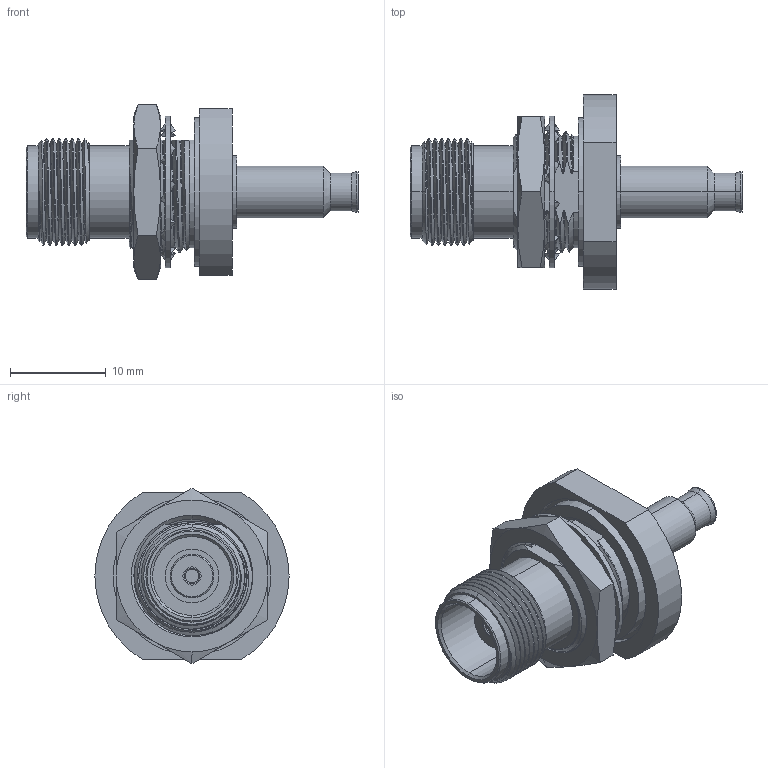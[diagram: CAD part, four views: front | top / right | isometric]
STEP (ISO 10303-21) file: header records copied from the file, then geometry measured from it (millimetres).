
FILE_DESCRIPTION (( 'STEP AP203' ), '1' );
FILE_NAME ('PE44899.step', '2018-06-04T20:13:46', ( '' ), ( '' ), 'SwSTEP 2.0', 'SolidWorks 2017', '' );
FILE_SCHEMA (( 'CONFIG_CONTROL_DESIGN' ));
Length unit declared in the file: inch
Products named in the file (1): PE44899
Bounding box: 34.72 x 20.32 x 18.33 mm (x, y, z)
Volume: 2830.8 mm3; surface area: 3581.3 mm2
Topology: 6 solids, 6 shells, 263 faces, 716 edges, 479 vertices
Faces by surface type: cylinder 92, bspline 67, plane 57, cone 45, torus 2
Entity records: 16623 total; most frequent: CARTESIAN_POINT 10601, ORIENTED_EDGE 1432, DIRECTION 998, EDGE_CURVE 716, VERTEX_POINT 479, AXIS2_PLACEMENT_3D 382, EDGE_LOOP 287, FACE_OUTER_BOUND 263
